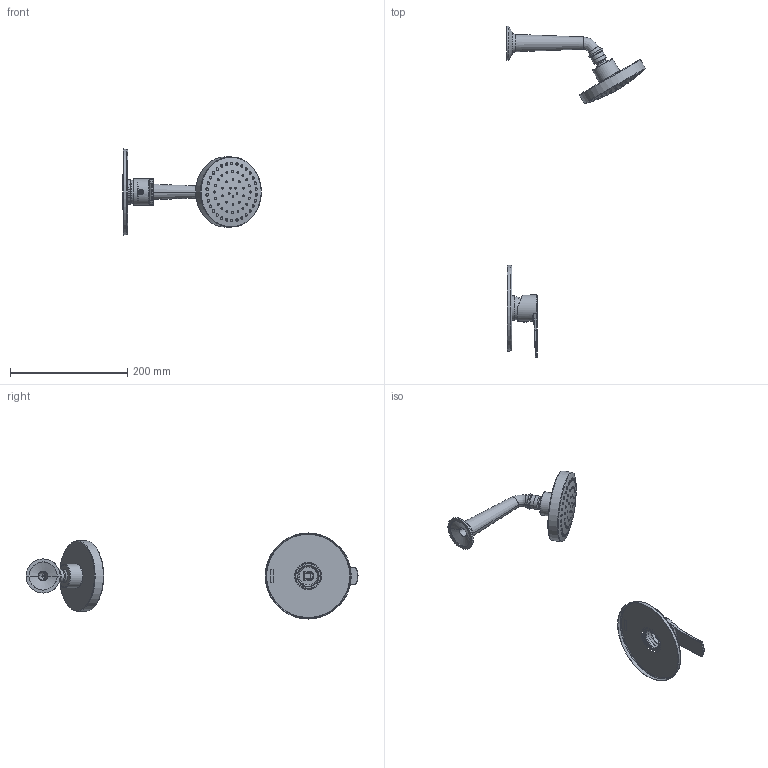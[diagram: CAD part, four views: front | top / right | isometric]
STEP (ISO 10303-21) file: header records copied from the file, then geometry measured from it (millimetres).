
FILE_DESCRIPTION (( 'STEP AP203' ), '1' );
FILE_NAME ('18DP09403.STEP', '2025-08-28T07:49:32', ( '' ), ( '' ), 'SwSTEP 2.0', 'SolidWorks 2021', '' );
FILE_SCHEMA (( 'CONFIG_CONTROL_DESIGN' ));
Length unit declared in the file: millimetre
Products named in the file (1): 18DP09403
Bounding box: 236.49 x 566.02 x 146.8 mm (x, y, z)
Volume: 366756 mm3; surface area: 121198.1 mm2
Topology: 7 solids, 7 shells, 316 faces, 683 edges, 452 vertices
Faces by surface type: cone 86, sphere 68, plane 57, cylinder 51, bspline 34, torus 20
Full cylindrical faces by diameter (mm): 4.2 x1, 6.8 x1, 9.5 x1, 18 x1, 19 x1, 23.5 x1, 31 x1, 35.8 x1, 37 x1, 40 x1, 41 x1, 42 x1, 45 x1, 120 x1
Entity records: 18213 total; most frequent: CARTESIAN_POINT 12713, ORIENTED_EDGE 1006, DIRECTION 928, EDGE_CURVE 503, EDGE_LOOP 501, AXIS2_PLACEMENT_3D 403, VERTEX_POINT 374, FACE_OUTER_BOUND 341
